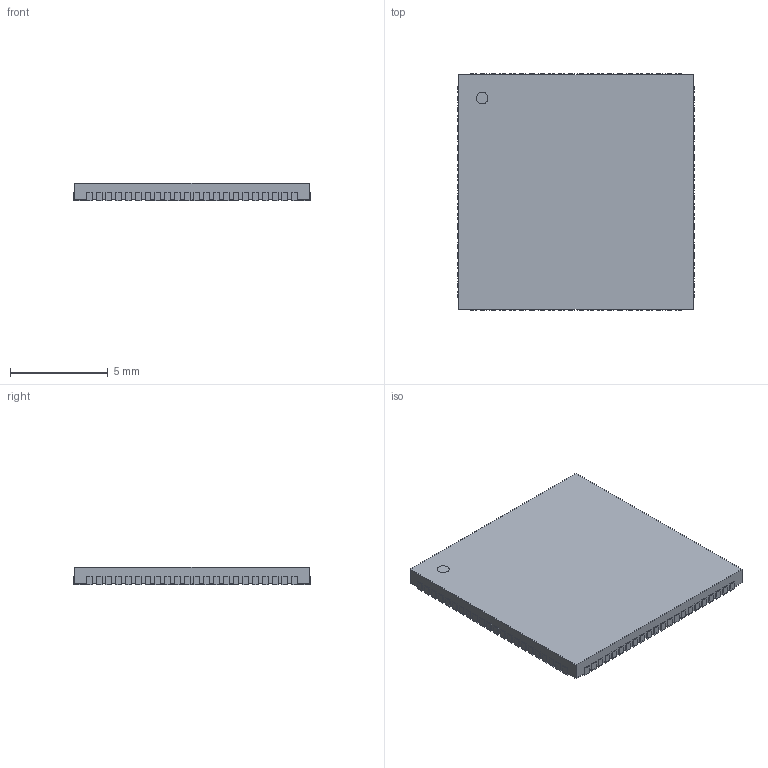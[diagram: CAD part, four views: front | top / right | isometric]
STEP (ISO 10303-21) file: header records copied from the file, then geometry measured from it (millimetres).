
FILE_DESCRIPTION(('STEP AP214'),'1');
FILE_NAME('CP_88_8_ADI','2026-01-07T01:18:41',(''),(''),'','','');
FILE_SCHEMA(('AUTOMOTIVE_DESIGN'));
Length unit declared in the file: millimetre
Products named in the file (1): product
Bounding box: 12.1 x 12.1 x 0.9 mm (x, y, z)
Volume: 124.7 mm3; surface area: 437.3 mm2
Topology: 91 solids, 91 shells, 719 faces, 1611 edges, 1074 vertices
Faces by surface type: plane 718, cylinder 1
Full cylindrical faces by diameter (mm): 0.6 x1
Entity records: 18645 total; most frequent: ORIENTED_EDGE 3220, DIRECTION 3054, CARTESIAN_POINT 1797, EDGE_CURVE 1610, LINE 1608, VECTOR 1608, VERTEX_POINT 1074, AXIS2_PLACEMENT_3D 723
